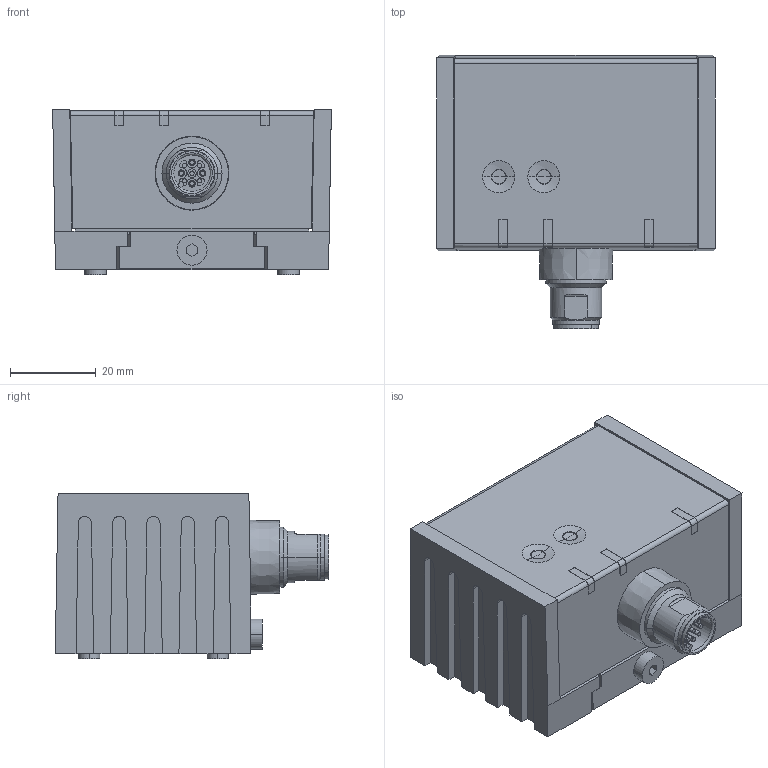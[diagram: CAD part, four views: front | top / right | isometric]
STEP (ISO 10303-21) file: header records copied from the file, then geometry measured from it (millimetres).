
FILE_DESCRIPTION((''),'2;1');
FILE_NAME('DM_CAD-2157_8POL_SW0001','2015-08-03T',('Creinig-se'),(''),'PRO/ENGINEER BY PARAMETRIC TECHNOLOGY CORPORATION, 2013050','PRO/ENGINEER BY PARAMETRIC TECHNOLOGY CORPORATION, 2013050','');
FILE_SCHEMA(('CONFIG_CONTROL_DESIGN'));
Length unit declared in the file: millimetre
Products named in the file (1): DM_CAD-2157_8POL_SW0001
Bounding box: 65 x 63.79 x 38.49 mm (x, y, z)
Volume: 98646.7 mm3; surface area: 33250.8 mm2
Topology: 5 solids, 7 shells, 609 faces, 1654 edges, 1067 vertices
Faces by surface type: plane 392, cylinder 125, cone 66, torus 14, sphere 12
Entity records: 22557 total; most frequent: CARTESIAN_POINT 4310, ORIENTED_EDGE 3292, DIRECTION 3164, EDGE_CURVE 1646, VECTOR 1214, LINE 1214, VERTEX_POINT 1067, AXIS2_PLACEMENT_3D 975
